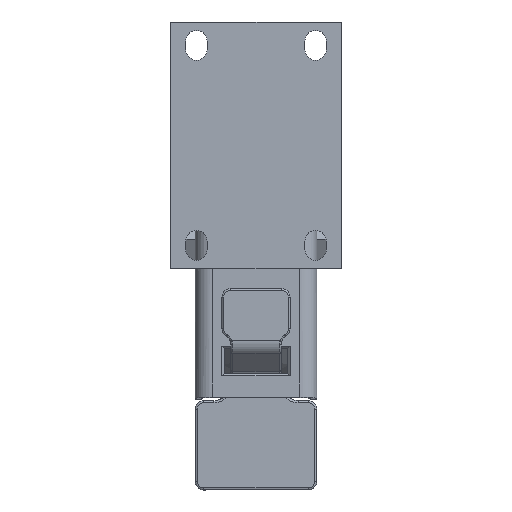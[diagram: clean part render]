
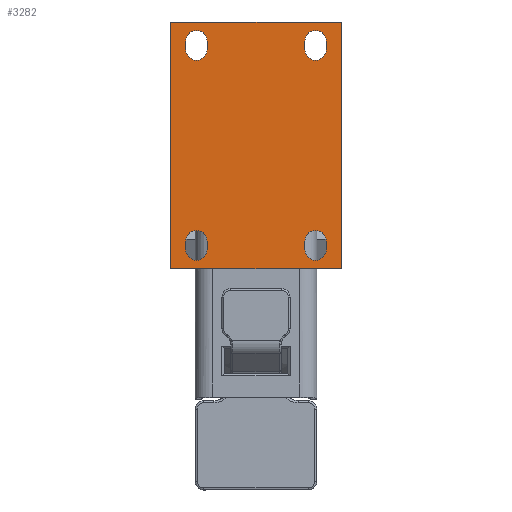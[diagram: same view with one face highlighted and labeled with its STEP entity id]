
A CAD part, top view. The second image highlights one B-rep face of the part: STEP entity #3282.
In plain terms, the highlighted face is planar.
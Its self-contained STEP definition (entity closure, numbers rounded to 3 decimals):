
#133=FACE_BOUND('',#572,.T.);
#134=FACE_BOUND('',#573,.T.);
#135=FACE_BOUND('',#574,.T.);
#136=FACE_BOUND('',#575,.T.);
#161=PLANE('',#3565);
#349=FACE_OUTER_BOUND('',#571,.T.);
#571=EDGE_LOOP('',(#2391,#2392,#2393,#2394));
#572=EDGE_LOOP('',(#2395,#2396,#2397,#2398));
#573=EDGE_LOOP('',(#2399,#2400,#2401,#2402));
#574=EDGE_LOOP('',(#2403,#2404,#2405,#2406));
#575=EDGE_LOOP('',(#2407,#2408,#2409,#2410));
#801=LINE('',#5349,#1029);
#804=LINE('',#5354,#1032);
#806=LINE('',#5358,#1034);
#808=LINE('',#5361,#1036);
#809=LINE('',#5367,#1037);
#810=LINE('',#5370,#1038);
#811=LINE('',#5375,#1039);
#812=LINE('',#5378,#1040);
#813=LINE('',#5383,#1041);
#814=LINE('',#5386,#1042);
#815=LINE('',#5391,#1043);
#816=LINE('',#5394,#1044);
#1029=VECTOR('',#4108,1000.);
#1032=VECTOR('',#4113,1000.);
#1034=VECTOR('',#4117,1000.);
#1036=VECTOR('',#4121,1000.);
#1037=VECTOR('',#4126,1000.);
#1038=VECTOR('',#4129,1000.);
#1039=VECTOR('',#4132,1000.);
#1040=VECTOR('',#4135,1000.);
#1041=VECTOR('',#4138,1000.);
#1042=VECTOR('',#4141,1000.);
#1043=VECTOR('',#4144,1000.);
#1044=VECTOR('',#4147,1000.);
#1266=CIRCLE('',#3566,3.969);
#1267=CIRCLE('',#3567,3.969);
#1268=CIRCLE('',#3568,3.969);
#1269=CIRCLE('',#3569,3.969);
#1270=CIRCLE('',#3570,3.969);
#1271=CIRCLE('',#3571,3.969);
#1272=CIRCLE('',#3572,3.969);
#1273=CIRCLE('',#3573,3.969);
#1505=VERTEX_POINT('',#5347);
#1506=VERTEX_POINT('',#5348);
#1507=VERTEX_POINT('',#5353);
#1508=VERTEX_POINT('',#5357);
#1509=VERTEX_POINT('',#5363);
#1510=VERTEX_POINT('',#5364);
#1511=VERTEX_POINT('',#5366);
#1512=VERTEX_POINT('',#5368);
#1513=VERTEX_POINT('',#5371);
#1514=VERTEX_POINT('',#5372);
#1515=VERTEX_POINT('',#5374);
#1516=VERTEX_POINT('',#5376);
#1517=VERTEX_POINT('',#5379);
#1518=VERTEX_POINT('',#5380);
#1519=VERTEX_POINT('',#5382);
#1520=VERTEX_POINT('',#5384);
#1521=VERTEX_POINT('',#5387);
#1522=VERTEX_POINT('',#5388);
#1523=VERTEX_POINT('',#5390);
#1524=VERTEX_POINT('',#5392);
#1832=EDGE_CURVE('',#1505,#1506,#801,.T.);
#1835=EDGE_CURVE('',#1507,#1505,#804,.T.);
#1837=EDGE_CURVE('',#1508,#1507,#806,.T.);
#1839=EDGE_CURVE('',#1506,#1508,#808,.T.);
#1840=EDGE_CURVE('',#1509,#1510,#1266,.T.);
#1841=EDGE_CURVE('',#1511,#1509,#809,.T.);
#1842=EDGE_CURVE('',#1512,#1511,#1267,.T.);
#1843=EDGE_CURVE('',#1510,#1512,#810,.T.);
#1844=EDGE_CURVE('',#1513,#1514,#1268,.T.);
#1845=EDGE_CURVE('',#1515,#1513,#811,.T.);
#1846=EDGE_CURVE('',#1516,#1515,#1269,.T.);
#1847=EDGE_CURVE('',#1514,#1516,#812,.T.);
#1848=EDGE_CURVE('',#1517,#1518,#1270,.T.);
#1849=EDGE_CURVE('',#1519,#1517,#813,.T.);
#1850=EDGE_CURVE('',#1520,#1519,#1271,.T.);
#1851=EDGE_CURVE('',#1518,#1520,#814,.T.);
#1852=EDGE_CURVE('',#1521,#1522,#1272,.T.);
#1853=EDGE_CURVE('',#1523,#1521,#815,.T.);
#1854=EDGE_CURVE('',#1524,#1523,#1273,.T.);
#1855=EDGE_CURVE('',#1522,#1524,#816,.T.);
#2391=ORIENTED_EDGE('',*,*,#1832,.T.);
#2392=ORIENTED_EDGE('',*,*,#1839,.T.);
#2393=ORIENTED_EDGE('',*,*,#1837,.T.);
#2394=ORIENTED_EDGE('',*,*,#1835,.T.);
#2395=ORIENTED_EDGE('',*,*,#1840,.F.);
#2396=ORIENTED_EDGE('',*,*,#1841,.F.);
#2397=ORIENTED_EDGE('',*,*,#1842,.F.);
#2398=ORIENTED_EDGE('',*,*,#1843,.F.);
#2399=ORIENTED_EDGE('',*,*,#1844,.F.);
#2400=ORIENTED_EDGE('',*,*,#1845,.F.);
#2401=ORIENTED_EDGE('',*,*,#1846,.F.);
#2402=ORIENTED_EDGE('',*,*,#1847,.F.);
#2403=ORIENTED_EDGE('',*,*,#1848,.F.);
#2404=ORIENTED_EDGE('',*,*,#1849,.F.);
#2405=ORIENTED_EDGE('',*,*,#1850,.F.);
#2406=ORIENTED_EDGE('',*,*,#1851,.F.);
#2407=ORIENTED_EDGE('',*,*,#1852,.F.);
#2408=ORIENTED_EDGE('',*,*,#1853,.F.);
#2409=ORIENTED_EDGE('',*,*,#1854,.F.);
#2410=ORIENTED_EDGE('',*,*,#1855,.F.);
#3282=ADVANCED_FACE('',(#349,#133,#134,#135,#136),#161,.T.);
#3565=AXIS2_PLACEMENT_3D('',#5362,#4122,#4123);
#3566=AXIS2_PLACEMENT_3D('',#5365,#4124,#4125);
#3567=AXIS2_PLACEMENT_3D('',#5369,#4127,#4128);
#3568=AXIS2_PLACEMENT_3D('',#5373,#4130,#4131);
#3569=AXIS2_PLACEMENT_3D('',#5377,#4133,#4134);
#3570=AXIS2_PLACEMENT_3D('',#5381,#4136,#4137);
#3571=AXIS2_PLACEMENT_3D('',#5385,#4139,#4140);
#3572=AXIS2_PLACEMENT_3D('',#5389,#4142,#4143);
#3573=AXIS2_PLACEMENT_3D('',#5393,#4145,#4146);
#4108=DIRECTION('',(0.,0.,1.));
#4113=DIRECTION('',(-1.,0.,0.));
#4117=DIRECTION('',(0.,0.,-1.));
#4121=DIRECTION('',(1.,0.,0.));
#4122=DIRECTION('center_axis',(0.,1.,0.));
#4123=DIRECTION('ref_axis',(0.,0.,1.));
#4124=DIRECTION('center_axis',(0.,1.,0.));
#4125=DIRECTION('ref_axis',(0.,0.,1.));
#4126=DIRECTION('',(1.,0.,0.));
#4127=DIRECTION('center_axis',(0.,1.,0.));
#4128=DIRECTION('ref_axis',(0.,0.,1.));
#4129=DIRECTION('',(-1.,0.,0.));
#4130=DIRECTION('center_axis',(0.,1.,0.));
#4131=DIRECTION('ref_axis',(0.,0.,-1.));
#4132=DIRECTION('',(-1.,0.,0.));
#4133=DIRECTION('center_axis',(0.,1.,0.));
#4134=DIRECTION('ref_axis',(0.,0.,-1.));
#4135=DIRECTION('',(1.,0.,0.));
#4136=DIRECTION('center_axis',(0.,1.,0.));
#4137=DIRECTION('ref_axis',(0.,0.,-1.));
#4138=DIRECTION('',(1.,0.,0.));
#4139=DIRECTION('center_axis',(0.,1.,0.));
#4140=DIRECTION('ref_axis',(0.,0.,-1.));
#4141=DIRECTION('',(-1.,0.,0.));
#4142=DIRECTION('center_axis',(0.,1.,0.));
#4143=DIRECTION('ref_axis',(0.,0.,1.));
#4144=DIRECTION('',(-1.,0.,0.));
#4145=DIRECTION('center_axis',(0.,1.,0.));
#4146=DIRECTION('ref_axis',(0.,0.,1.));
#4147=DIRECTION('',(1.,0.,0.));
#5347=CARTESIAN_POINT('',(-46.038,0.,-31.75));
#5348=CARTESIAN_POINT('',(-46.038,0.,31.75));
#5349=CARTESIAN_POINT('',(-46.038,0.,-31.75));
#5353=CARTESIAN_POINT('',(46.038,0.,-31.75));
#5354=CARTESIAN_POINT('',(-46.038,0.,-31.75));
#5357=CARTESIAN_POINT('',(46.038,0.,31.75));
#5358=CARTESIAN_POINT('',(46.038,0.,-31.75));
#5361=CARTESIAN_POINT('',(-46.038,0.,31.75));
#5362=CARTESIAN_POINT('Origin',(-46.038,0.,31.75));
#5363=CARTESIAN_POINT('',(-35.719,0.,26.194));
#5364=CARTESIAN_POINT('',(-35.719,0.,18.256));
#5365=CARTESIAN_POINT('Origin',(-35.719,0.,22.225));
#5366=CARTESIAN_POINT('',(-38.894,0.,26.194));
#5367=CARTESIAN_POINT('',(-35.719,0.,26.194));
#5368=CARTESIAN_POINT('',(-38.894,0.,18.256));
#5369=CARTESIAN_POINT('Origin',(-38.894,0.,22.225));
#5370=CARTESIAN_POINT('',(-35.719,0.,18.256));
#5371=CARTESIAN_POINT('',(35.719,0.,18.256));
#5372=CARTESIAN_POINT('',(35.719,0.,26.194));
#5373=CARTESIAN_POINT('Origin',(35.719,0.,22.225));
#5374=CARTESIAN_POINT('',(38.894,0.,18.256));
#5375=CARTESIAN_POINT('',(35.719,0.,18.256));
#5376=CARTESIAN_POINT('',(38.894,0.,26.194));
#5377=CARTESIAN_POINT('Origin',(38.894,0.,22.225));
#5378=CARTESIAN_POINT('',(35.719,0.,26.194));
#5379=CARTESIAN_POINT('',(-35.719,0.,-18.256));
#5380=CARTESIAN_POINT('',(-35.719,0.,-26.194));
#5381=CARTESIAN_POINT('Origin',(-35.719,0.,-22.225));
#5382=CARTESIAN_POINT('',(-38.894,0.,-18.256));
#5383=CARTESIAN_POINT('',(-35.719,0.,-18.256));
#5384=CARTESIAN_POINT('',(-38.894,0.,-26.194));
#5385=CARTESIAN_POINT('Origin',(-38.894,0.,-22.225));
#5386=CARTESIAN_POINT('',(-35.719,0.,-26.194));
#5387=CARTESIAN_POINT('',(35.719,0.,-26.194));
#5388=CARTESIAN_POINT('',(35.719,0.,-18.256));
#5389=CARTESIAN_POINT('Origin',(35.719,0.,-22.225));
#5390=CARTESIAN_POINT('',(38.894,0.,-26.194));
#5391=CARTESIAN_POINT('',(35.719,0.,-26.194));
#5392=CARTESIAN_POINT('',(38.894,0.,-18.256));
#5393=CARTESIAN_POINT('Origin',(38.894,0.,-22.225));
#5394=CARTESIAN_POINT('',(35.719,0.,-18.256));
